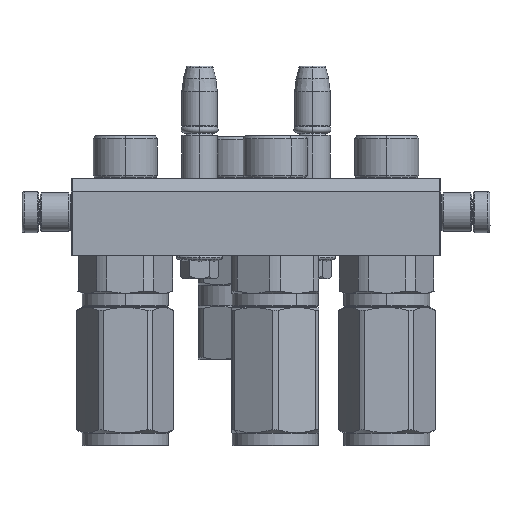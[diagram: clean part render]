
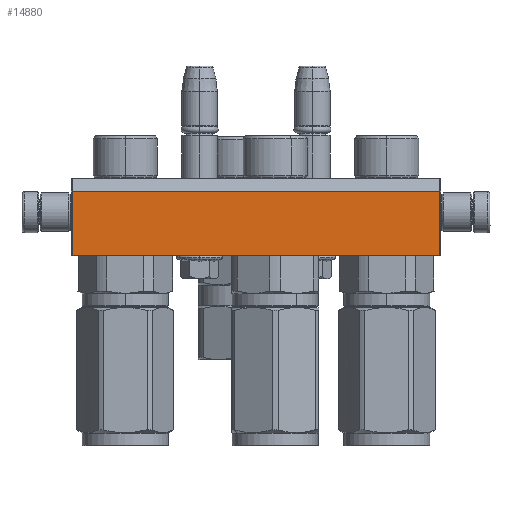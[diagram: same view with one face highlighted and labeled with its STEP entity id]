
A CAD part, left-side view. The second image highlights one B-rep face of the part: STEP entity #14880.
In plain terms, the highlighted face is planar.
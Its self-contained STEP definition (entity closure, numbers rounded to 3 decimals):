
#820 = CARTESIAN_POINT ( 'NONE',  ( 143.5, 30., -90. ) ) ;
#4884 = DIRECTION ( 'NONE',  ( -1., 0., 0. ) ) ;
#9942 = ORIENTED_EDGE ( 'NONE', *, *, #28469, .F. ) ;
#12717 = VECTOR ( 'NONE', #26323, 1000. ) ;
#12828 = VECTOR ( 'NONE', #51572, 1000. ) ;
#14880 = ADVANCED_FACE ( 'NONE', ( #54997 ), #31386, .T. ) ;
#20477 = CARTESIAN_POINT ( 'NONE',  ( 143.5, 5., -90. ) ) ;
#21271 = CARTESIAN_POINT ( 'NONE',  ( 143.5, 5., -90. ) ) ;
#21449 = CARTESIAN_POINT ( 'NONE',  ( 144., 0., -90. ) ) ;
#23042 = CARTESIAN_POINT ( 'NONE',  ( 0.5, 30., -90. ) ) ;
#24041 = EDGE_CURVE ( 'NONE', #24461, #48482, #41808, .T. ) ;
#24461 = VERTEX_POINT ( 'NONE', #21271 ) ;
#26043 = CARTESIAN_POINT ( 'NONE',  ( 143.5, 30., -90. ) ) ;
#26323 = DIRECTION ( 'NONE',  ( -1., 0., 0. ) ) ;
#28469 = EDGE_CURVE ( 'NONE', #24461, #32675, #49058, .T. ) ;
#29412 = VECTOR ( 'NONE', #59067, 1000. ) ;
#31386 = PLANE ( 'NONE',  #42803 ) ;
#32278 = DIRECTION ( 'NONE',  ( -1., 0., 0. ) ) ;
#32675 = VERTEX_POINT ( 'NONE', #820 ) ;
#39047 = LINE ( 'NONE', #53198, #29412 ) ;
#40457 = ORIENTED_EDGE ( 'NONE', *, *, #24041, .T. ) ;
#41808 = LINE ( 'NONE', #47509, #12717 ) ;
#42803 = AXIS2_PLACEMENT_3D ( 'NONE', #21449, #61621, #32278 ) ;
#46354 = EDGE_CURVE ( 'NONE', #48482, #58925, #39047, .T. ) ;
#47246 = ORIENTED_EDGE ( 'NONE', *, *, #57844, .F. ) ;
#47509 = CARTESIAN_POINT ( 'NONE',  ( 143.5, 5., -90. ) ) ;
#48482 = VERTEX_POINT ( 'NONE', #60623 ) ;
#49058 = LINE ( 'NONE', #20477, #12828 ) ;
#51572 = DIRECTION ( 'NONE',  ( 0., 1., 0. ) ) ;
#52189 = ORIENTED_EDGE ( 'NONE', *, *, #46354, .T. ) ;
#53198 = CARTESIAN_POINT ( 'NONE',  ( 0.5, 5., -90. ) ) ;
#54997 = FACE_OUTER_BOUND ( 'NONE', #60126, .T. ) ;
#55591 = VECTOR ( 'NONE', #4884, 1000. ) ;
#57844 = EDGE_CURVE ( 'NONE', #32675, #58925, #66109, .T. ) ;
#58925 = VERTEX_POINT ( 'NONE', #23042 ) ;
#59067 = DIRECTION ( 'NONE',  ( 0., 1., 0. ) ) ;
#60126 = EDGE_LOOP ( 'NONE', ( #47246, #9942, #40457, #52189 ) ) ;
#60623 = CARTESIAN_POINT ( 'NONE',  ( 0.5, 5., -90. ) ) ;
#61621 = DIRECTION ( 'NONE',  ( 0., 0., -1. ) ) ;
#66109 = LINE ( 'NONE', #26043, #55591 ) ;
